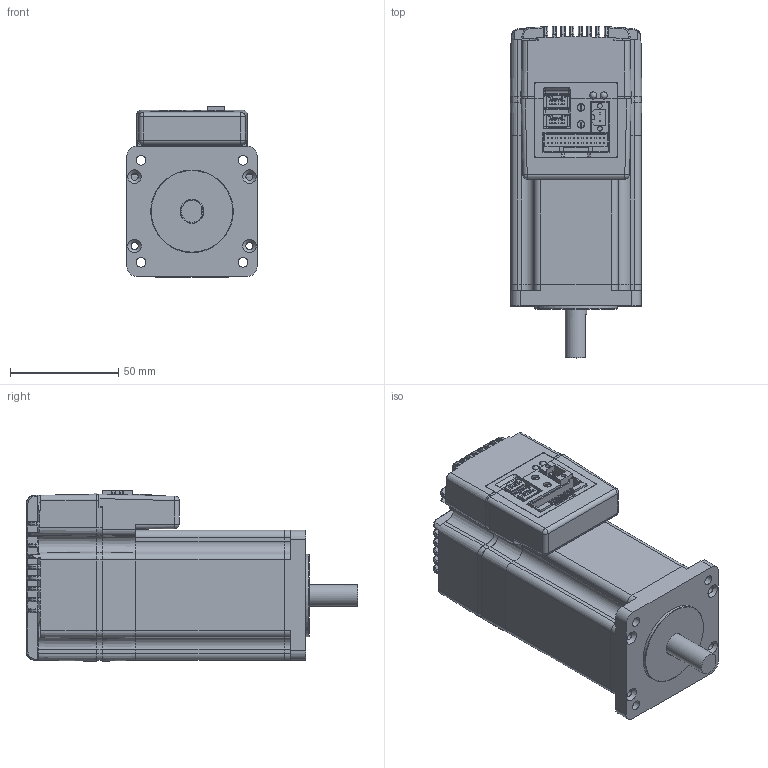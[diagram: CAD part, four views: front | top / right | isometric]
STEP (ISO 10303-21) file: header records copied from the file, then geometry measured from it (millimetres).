
FILE_DESCRIPTION (( 'STEP AP214' ), '1' );
FILE_NAME ('STM24(RCML15)蚾饜极.STEP', '2013-07-05T03:25:54', ( 'Sky123.Org' ), ( 'Sky123.Org' ), 'SwSTEP 2.0', 'SolidWorks 2011', '' );
FILE_SCHEMA (( 'AUTOMOTIVE_DESIGN' ));
Length unit declared in the file: millimetre
Products named in the file (1): STM24(RCML15)蚾饜极
Bounding box: 60.86 x 153.15 x 78.68 mm (x, y, z)
Surface area: 60010.9 mm2 (no closed solid volume)
Topology: 0 solids, 26 shells, 843 faces, 2787 edges, 1961 vertices
Faces by surface type: plane 436, cylinder 234, bspline 68, torus 68, cone 31, sphere 6
Full cylindrical faces by diameter (mm): 2.2 x2, 3.3 x6, 3.4 x4, 3.5 x2, 4.5 x4, 10 x1, 11 x1, 22 x1, 38.1 x1
Entity records: 42867 total; most frequent: CARTESIAN_POINT 10457, ORIENTED_EDGE 4648, DIRECTION 4452, EDGE_CURVE 2749, VERTEX_POINT 1954, LINE 1730, VECTOR 1730, AXIS2_PLACEMENT_3D 1361
